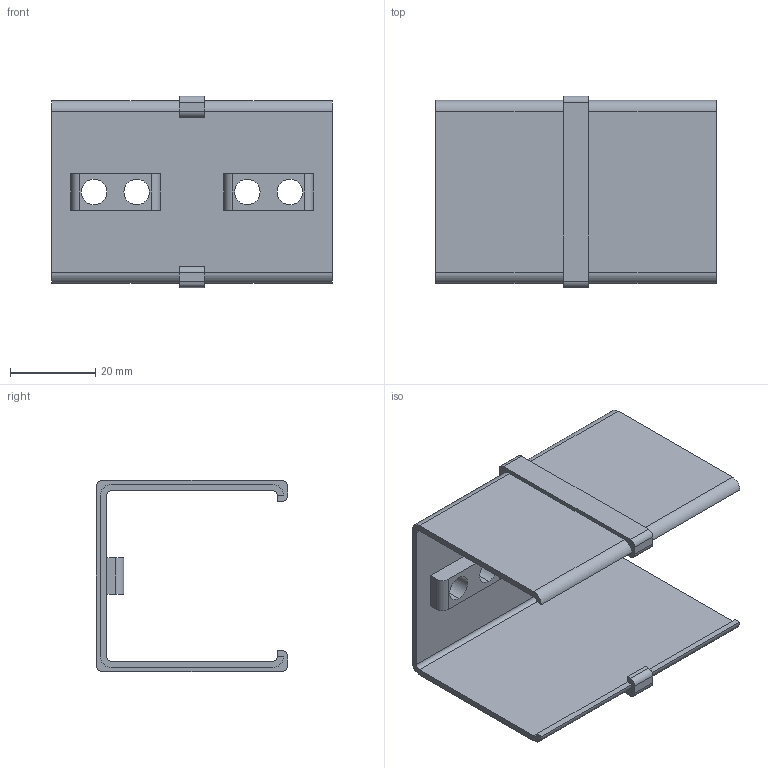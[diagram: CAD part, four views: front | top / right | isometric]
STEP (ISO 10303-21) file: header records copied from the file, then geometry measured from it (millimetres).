
FILE_DESCRIPTION (( 'STEP AP203' ), '1' );
FILE_NAME ('3D_GN6025-40x40_188461280.STEP', '2024-09-25T08:01:04', ( '' ), ( '' ), 'SwSTEP 2.0', 'SolidWorks 2024', '' );
FILE_SCHEMA (( 'CONFIG_CONTROL_DESIGN' ));
Length unit declared in the file: millimetre
Products named in the file (1): 3D_GN6025-40x40_188461280
Bounding box: 66 x 45 x 45 mm (x, y, z)
Volume: 14069.7 mm3; surface area: 18093.7 mm2
Topology: 1 solids, 1 shells, 66 faces, 182 edges, 120 vertices
Faces by surface type: plane 36, cylinder 30
Entity records: 2207 total; most frequent: DIRECTION 376, CARTESIAN_POINT 369, ORIENTED_EDGE 364, EDGE_CURVE 182, AXIS2_PLACEMENT_3D 127, VECTOR 122, LINE 122, VERTEX_POINT 120
